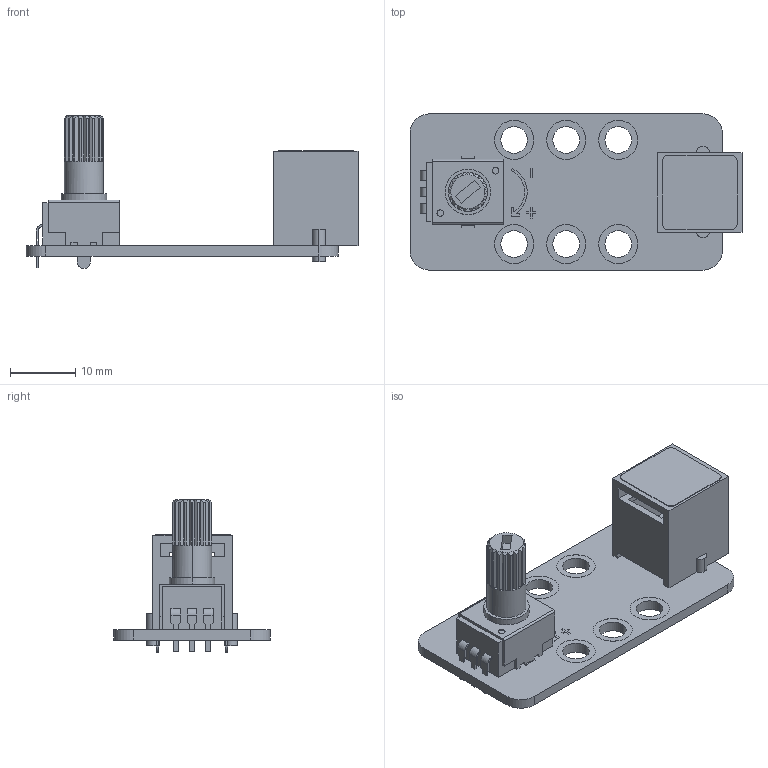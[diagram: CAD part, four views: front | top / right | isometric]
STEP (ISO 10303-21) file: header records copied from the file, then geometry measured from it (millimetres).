
FILE_DESCRIPTION (( 'STEP AP214' ), '1' );
FILE_NAME ('Me Potentiometer V1.1.step', '2016-10-28T06:59:10', ( 'dell' ), ( '' ), 'SwSTEP 2.0', 'SolidWorks 2013', '' );
FILE_SCHEMA (( 'AUTOMOTIVE_DESIGN' ));
Length unit declared in the file: millimetre
Products named in the file (1): Me Potentiometer V1.1
Bounding box: 51 x 24 x 23.5 mm (x, y, z)
Surface area: 5093.6 mm2 (no closed solid volume)
Topology: 0 solids, 4 shells, 297 faces, 910 edges, 609 vertices
Faces by surface type: plane 205, cylinder 73, cone 19
Entity records: 13392 total; most frequent: CARTESIAN_POINT 1925, DIRECTION 1689, ORIENTED_EDGE 1612, EDGE_CURVE 910, VECTOR 655, LINE 655, VERTEX_POINT 609, AXIS2_PLACEMENT_3D 517
